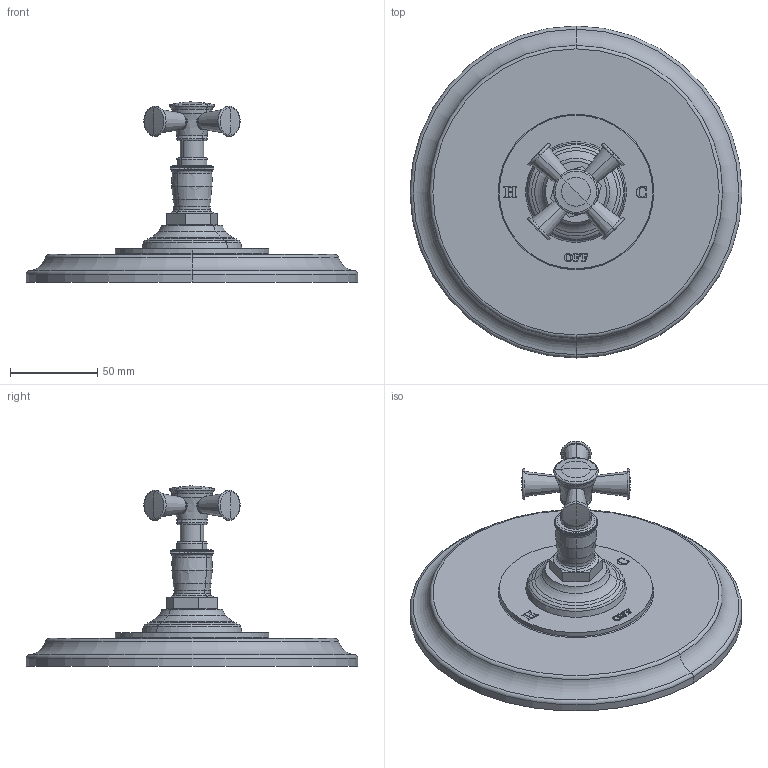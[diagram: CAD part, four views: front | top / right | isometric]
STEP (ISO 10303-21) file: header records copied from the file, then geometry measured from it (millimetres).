
FILE_DESCRIPTION((''),'2;1');
FILE_NAME('4-2904BP','2021-06-04T16:08:21',('jinson.thomas'),(''),'CREO PARAMETRIC BY PTC INC, 2018400','CREO PARAMETRIC BY PTC INC, 2018400','');
FILE_SCHEMA(('CONFIG_CONTROL_DESIGN'));
Length unit declared in the file: inch
Products named in the file (1): 4-2904BP
Bounding box: 190.5 x 190.5 x 103.43 mm (x, y, z)
Volume: 482632.2 mm3; surface area: 74421.3 mm2
Topology: 1 solids, 1 shells, 527 faces, 1460 edges, 946 vertices
Faces by surface type: plane 234, bspline 118, extrusion 95, torus 44, cone 18, sphere 10, cylinder 8
Entity records: 24151 total; most frequent: CARTESIAN_POINT 12358, ORIENTED_EDGE 2900, DIRECTION 1690, EDGE_CURVE 1450, VERTEX_POINT 946, B_SPLINE_CURVE_WITH_KNOTS 870, AXIS2_PLACEMENT_3D 606, EDGE_LOOP 548
